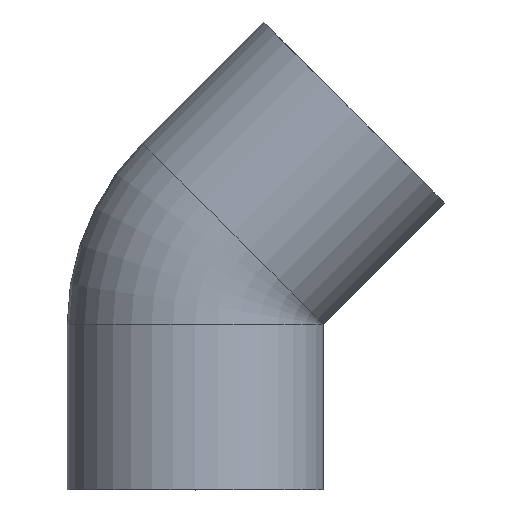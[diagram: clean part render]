
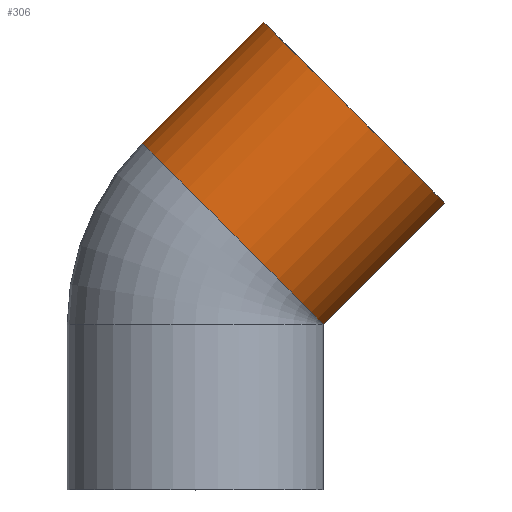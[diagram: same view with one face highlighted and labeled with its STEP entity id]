
A CAD part, top view. The second image highlights one B-rep face of the part: STEP entity #306.
In plain terms, the highlighted cylindrical face has radius 125 mm (diameter 250 mm), a partial arc.
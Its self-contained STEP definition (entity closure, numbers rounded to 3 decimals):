
#7 = ORIENTED_EDGE ( 'NONE', *, *, #315, .T. ) ;
#9 = ORIENTED_EDGE ( 'NONE', *, *, #361, .T. ) ;
#12 = ORIENTED_EDGE ( 'NONE', *, *, #242, .F. ) ;
#16 = ORIENTED_EDGE ( 'NONE', *, *, #92, .F. ) ;
#26 = LINE ( 'NONE', #202, #257 ) ;
#42 = VERTEX_POINT ( 'NONE', #366 ) ;
#73 = CARTESIAN_POINT ( 'NONE',  ( 36.612, 249.612, 0. ) ) ;
#92 = EDGE_CURVE ( 'NONE', #42, #227, #26, .T. ) ;
#93 = VECTOR ( 'NONE', #285, 1000. ) ;
#98 = EDGE_LOOP ( 'NONE', ( #7, #9, #12, #16 ) ) ;
#115 = DIRECTION ( 'NONE',  ( 0.707, 0.707, 0. ) ) ;
#124 = AXIS2_PLACEMENT_3D ( 'NONE', #73, #250, #354 ) ;
#126 = CARTESIAN_POINT ( 'NONE',  ( 125., 161.223, 0. ) ) ;
#133 = AXIS2_PLACEMENT_3D ( 'NONE', #169, #308, #399 ) ;
#157 = VERTEX_POINT ( 'NONE', #160 ) ;
#160 = CARTESIAN_POINT ( 'NONE',  ( 125., 161.223, 0. ) ) ;
#169 = CARTESIAN_POINT ( 'NONE',  ( 36.612, 249.612, 0. ) ) ;
#184 = CIRCLE ( 'NONE', #397, 125. ) ;
#202 = CARTESIAN_POINT ( 'NONE',  ( -51.777, 338., 0. ) ) ;
#206 = VERTEX_POINT ( 'NONE', #274 ) ;
#209 = CARTESIAN_POINT ( 'NONE',  ( 66.612, 456.388, 0. ) ) ;
#227 = VERTEX_POINT ( 'NONE', #209 ) ;
#242 = EDGE_CURVE ( 'NONE', #227, #206, #184, .T. ) ;
#250 = DIRECTION ( 'NONE',  ( 0.707, 0.707, 0. ) ) ;
#257 = VECTOR ( 'NONE', #323, 1000. ) ;
#269 = CIRCLE ( 'NONE', #124, 125. ) ;
#274 = CARTESIAN_POINT ( 'NONE',  ( 243.388, 279.612, 0. ) ) ;
#278 = DIRECTION ( 'NONE',  ( 0., 0., 1. ) ) ;
#285 = DIRECTION ( 'NONE',  ( 0.707, 0.707, 0. ) ) ;
#306 = ADVANCED_FACE ( 'NONE', ( #329 ), #424, .T. ) ;
#308 = DIRECTION ( 'NONE',  ( 0.707, 0.707, 0. ) ) ;
#315 = EDGE_CURVE ( 'NONE', #42, #157, #269, .T. ) ;
#323 = DIRECTION ( 'NONE',  ( 0.707, 0.707, 0. ) ) ;
#329 = FACE_OUTER_BOUND ( 'NONE', #98, .T. ) ;
#354 = DIRECTION ( 'NONE',  ( 0., 0., 1. ) ) ;
#361 = EDGE_CURVE ( 'NONE', #157, #206, #402, .T. ) ;
#366 = CARTESIAN_POINT ( 'NONE',  ( -51.777, 338., 0. ) ) ;
#396 = CARTESIAN_POINT ( 'NONE',  ( 155., 368., 0. ) ) ;
#397 = AXIS2_PLACEMENT_3D ( 'NONE', #396, #115, #278 ) ;
#399 = DIRECTION ( 'NONE',  ( -0.707, 0.707, 0. ) ) ;
#402 = LINE ( 'NONE', #126, #93 ) ;
#424 = CYLINDRICAL_SURFACE ( 'NONE', #133, 125. ) ;
